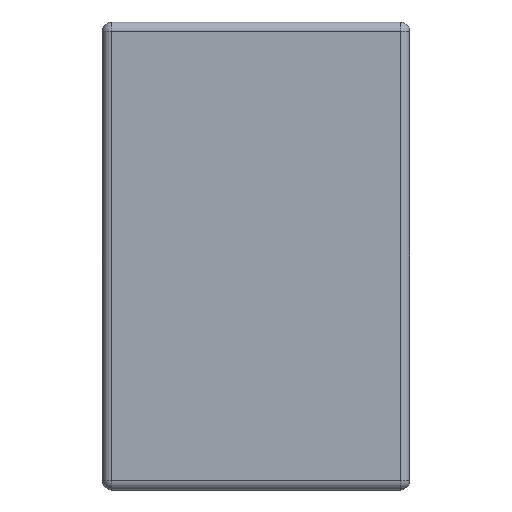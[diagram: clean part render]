
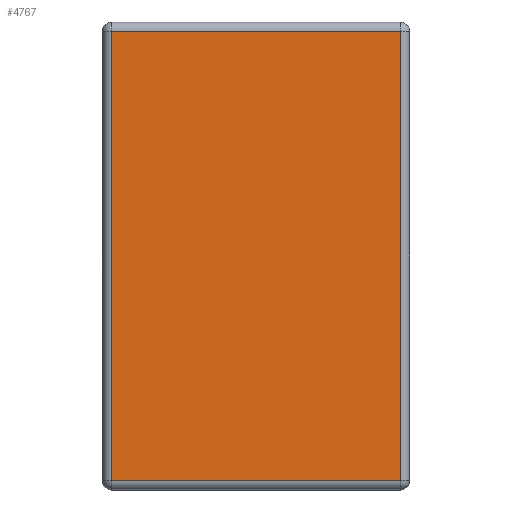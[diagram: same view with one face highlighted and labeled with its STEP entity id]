
A CAD part, left-side view. The second image highlights one B-rep face of the part: STEP entity #4767.
In plain terms, the highlighted planar face has unit normal (-1, 0, 0).
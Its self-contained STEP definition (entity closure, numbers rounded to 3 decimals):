
#76 = CARTESIAN_POINT ( 'NONE',  ( 0., 0., -3.427 ) ) ;
#505 = EDGE_CURVE ( 'NONE', #642, #4074, #658, .T. ) ;
#567 = VERTEX_POINT ( 'NONE', #1784 ) ;
#578 = DIRECTION ( 'NONE',  ( 0., 1., 0. ) ) ;
#642 = VERTEX_POINT ( 'NONE', #1432 ) ;
#658 = LINE ( 'NONE', #2023, #2794 ) ;
#1107 = EDGE_CURVE ( 'NONE', #567, #3248, #4220, .T. ) ;
#1153 = LINE ( 'NONE', #76, #2592 ) ;
#1249 = VECTOR ( 'NONE', #578, 1000. ) ;
#1298 = ORIENTED_EDGE ( 'NONE', *, *, #505, .T. ) ;
#1328 = EDGE_LOOP ( 'NONE', ( #2049, #3049, #4504, #1298 ) ) ;
#1432 = CARTESIAN_POINT ( 'NONE',  ( 0., 2.227, -0.073 ) ) ;
#1666 = EDGE_CURVE ( 'NONE', #3248, #642, #1754, .T. ) ;
#1754 = LINE ( 'NONE', #3155, #1249 ) ;
#1784 = CARTESIAN_POINT ( 'NONE',  ( 0., 0.073, -3.427 ) ) ;
#1841 = DIRECTION ( 'NONE',  ( 0., 0., 1. ) ) ;
#1857 = AXIS2_PLACEMENT_3D ( 'NONE', #4052, #3658, #1841 ) ;
#2023 = CARTESIAN_POINT ( 'NONE',  ( 0., 2.227, -3.5 ) ) ;
#2049 = ORIENTED_EDGE ( 'NONE', *, *, #3854, .T. ) ;
#2403 = VECTOR ( 'NONE', #3558, 1000. ) ;
#2511 = PLANE ( 'NONE',  #1857 ) ;
#2592 = VECTOR ( 'NONE', #4169, 1000. ) ;
#2794 = VECTOR ( 'NONE', #4326, 1000. ) ;
#3049 = ORIENTED_EDGE ( 'NONE', *, *, #1107, .T. ) ;
#3098 = CARTESIAN_POINT ( 'NONE',  ( 0., 0.073, 0. ) ) ;
#3155 = CARTESIAN_POINT ( 'NONE',  ( 0., 2.3, -0.073 ) ) ;
#3248 = VERTEX_POINT ( 'NONE', #4452 ) ;
#3284 = CARTESIAN_POINT ( 'NONE',  ( 0., 2.227, -3.427 ) ) ;
#3558 = DIRECTION ( 'NONE',  ( 0., 0., 1. ) ) ;
#3658 = DIRECTION ( 'NONE',  ( -1., 0., 0. ) ) ;
#3854 = EDGE_CURVE ( 'NONE', #4074, #567, #1153, .T. ) ;
#4052 = CARTESIAN_POINT ( 'NONE',  ( 0., 0., 0. ) ) ;
#4074 = VERTEX_POINT ( 'NONE', #3284 ) ;
#4169 = DIRECTION ( 'NONE',  ( 0., -1., 0. ) ) ;
#4220 = LINE ( 'NONE', #3098, #2403 ) ;
#4326 = DIRECTION ( 'NONE',  ( 0., 0., -1. ) ) ;
#4452 = CARTESIAN_POINT ( 'NONE',  ( 0., 0.073, -0.073 ) ) ;
#4504 = ORIENTED_EDGE ( 'NONE', *, *, #1666, .T. ) ;
#4749 = FACE_OUTER_BOUND ( 'NONE', #1328, .T. ) ;
#4767 = ADVANCED_FACE ( 'NONE', ( #4749 ), #2511, .T. ) ;
